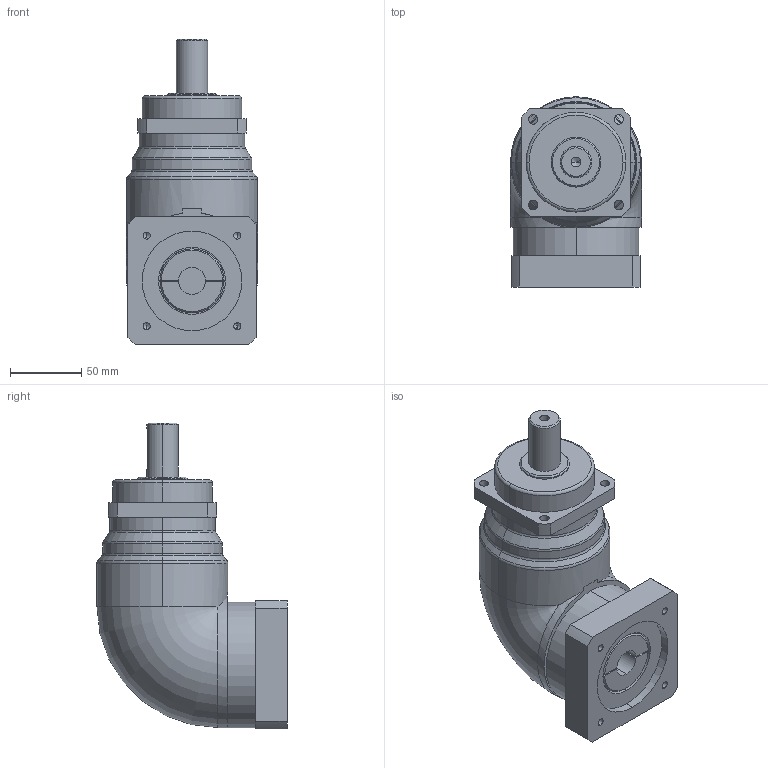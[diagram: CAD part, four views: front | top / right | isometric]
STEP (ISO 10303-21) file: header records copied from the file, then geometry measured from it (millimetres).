
FILE_DESCRIPTION (( 'STEP AP203' ), '1' );
FILE_NAME ('EVS90-L1-19-70-90.STEP', '2022-06-16T03:44:03', ( 'PC' ), ( 'Microsoft' ), 'SwSTEP 2.0', 'SolidWorks 2016', '' );
FILE_SCHEMA (( 'CONFIG_CONTROL_DESIGN' ));
Length unit declared in the file: millimetre
Products named in the file (1): EVS90-L1-19-70-90
Bounding box: 92 x 133.5 x 214.8 mm (x, y, z)
Volume: 1204949.3 mm3; surface area: 96265.1 mm2
Topology: 1 solids, 1 shells, 115 faces, 279 edges, 168 vertices
Faces by surface type: cylinder 52, plane 31, cone 21, torus 11
Entity records: 3454 total; most frequent: CARTESIAN_POINT 632, DIRECTION 629, ORIENTED_EDGE 534, EDGE_CURVE 267, AXIS2_PLACEMENT_3D 255, VERTEX_POINT 168, CIRCLE 139, EDGE_LOOP 137
